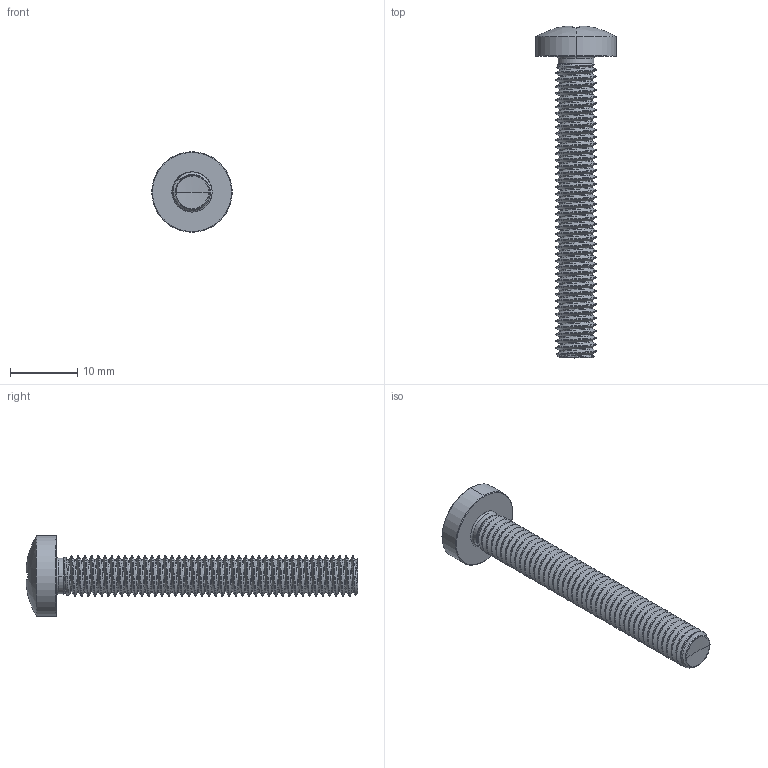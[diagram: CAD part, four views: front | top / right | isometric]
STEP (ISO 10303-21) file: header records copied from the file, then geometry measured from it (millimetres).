
FILE_DESCRIPTION (( 'STEP AP203' ), '1' );
FILE_NAME ('STM320600450.STEP', '2020-12-24T17:37:27', ( '' ), ( '' ), 'SwSTEP 2.0', 'SolidWorks 2015', '' );
FILE_SCHEMA (( 'CONFIG_CONTROL_DESIGN' ));
Products named in the file (2): STM320600450
Bounding box: 12 x 49.54 x 12 mm (x, y, z)
Volume: 1424.7 mm3; surface area: 1647.8 mm2
Topology: 1 solids, 1 shells, 250 faces, 622 edges, 373 vertices
Faces by surface type: cylinder 110, bspline 46, torus 33, sphere 28, plane 22, cone 11
Entity records: 47203 total; most frequent: CARTESIAN_POINT 41961, ORIENTED_EDGE 1232, DIRECTION 937, EDGE_CURVE 616, AXIS2_PLACEMENT_3D 400, VERTEX_POINT 371, EDGE_LOOP 249, ADVANCED_FACE 248
